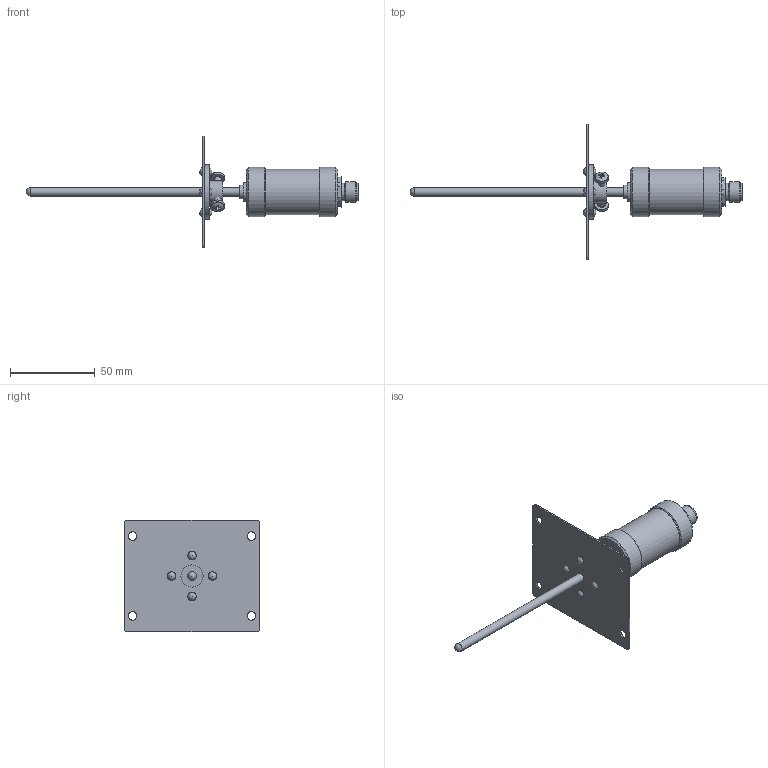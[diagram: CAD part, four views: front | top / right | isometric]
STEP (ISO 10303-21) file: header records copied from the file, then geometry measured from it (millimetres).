
FILE_DESCRIPTION(('STEP AP214'), '1');
FILE_NAME('ﾊﾓﾂﾔ.405210.006.033.ﾕ.ﾕﾕ.D.L.F ﾝﾑﾁ', '', ('UNSPECIFIED'), ('UNSPECIFIED'), 'C3D Converter', 'C3D Toolkit', '');
FILE_SCHEMA(('AUTOMOTIVE_DESIGN { 1 0 10303 214 3 1 1}'));
Length unit declared in the file: millimetre
Products named in the file (22): КУВФ.405210.006.033.Х.ХХ.D.L.F ЭСБ; КУВФ.301156.320.2621.D.L.F; КУВФ.715141.430.3066.45; КУВФ.301121.410.6765.D.L.F; КУВФ.715141.430.869-L; КУВФ.713751.430.3076; КУВФ.713751.430.3073.8; КУВФ.754176.440.1011-01; КУВФ.713561.430.3069; КУВФ.гайка М12; КУВФ.301211.410.1394; КУВФ.711141.430.433; КУВФ.711141.430.431
Assembly tree (27 placements, depth 4):
  КУВФ.405210.006.033.Х.ХХ.D.L.F ЭСБ
    КУВФ.301156.320.2621.D.L.F
      КУВФ.715141.430.3066.45
      КУВФ.301121.410.6765.D.L.F
        КУВФ.715141.430.869-L
        КУВФ.713751.430.3076
        КУВФ.713751.430.3073.8
      (unnamed)
    КУВФ.754176.440.1011-01
    КУВФ.713561.430.3069
    (unnamed)
      (unnamed)
      (unnamed)
      (unnamed)
      (unnamed)  x4
      КУВФ.гайка М12
    КУВФ.301211.410.1394
      КУВФ.711141.430.433
      КУВФ.711141.430.431
      (unnamed)  x4
      (unnamed)
      (unnamed)
Bounding box: 195.8 x 80 x 66 mm (x, y, z)
Volume: 26762.4 mm3; surface area: 36591.8 mm2
Topology: 23 solids, 23 shells, 733 faces, 1986 edges, 1312 vertices
Faces by surface type: plane 570, cylinder 112, cone 22, sphere 14, bspline 8, torus 7
Full cylindrical faces by diameter (mm): 1 x8, 3 x4, 3.242 x2, 3.3 x8, 3.999 x1, 4 x2, 4.999 x1, 5 x4, 5.1 x1, 5.3 x1, 7.188 x1, 8 x3, 9 x2, 10.4 x1, 10.5 x1, 11 x2, 12 x1, 13 x4, 14.917 x1, 16 x1, 16.2 x2, 17.4 x1, 23 x3, 25.3 x2, 25.376 x2, 26.9 x1, 27 x2, 29 x2, 32 x1
Entity records: 26143 total; most frequent: CARTESIAN_POINT 5274, DIRECTION 3739, ORIENTED_EDGE 3680, EDGE_CURVE 1840, LINE 1555, VECTOR 1555, VERTEX_POINT 1271, AXIS2_PLACEMENT_3D 1092
